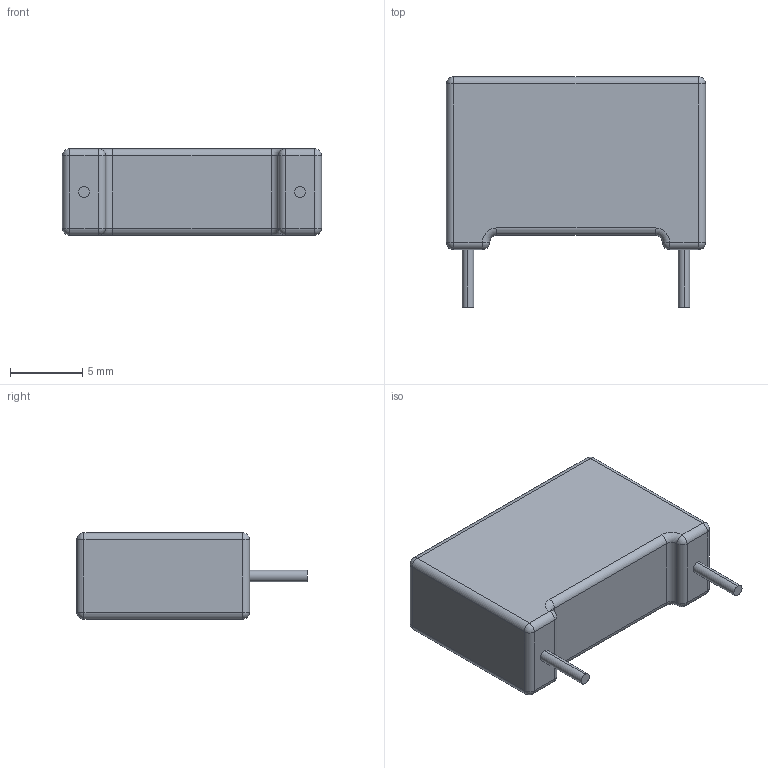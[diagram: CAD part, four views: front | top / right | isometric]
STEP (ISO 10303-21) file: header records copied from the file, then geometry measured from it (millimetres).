
FILE_DESCRIPTION (( 'STEP AP214' ), '1' );
FILE_NAME ('R73QI21004030J.STEP', '2018-10-16T16:55:41', ( '' ), ( '' ), 'SwSTEP 2.0', 'SolidWorks 2018', '' );
FILE_SCHEMA (( 'AUTOMOTIVE_DESIGN' ));
Length unit declared in the file: millimetre
Products named in the file (1): R73QI21004030J
Bounding box: 18 x 16 x 6 mm (x, y, z)
Volume: 1220.3 mm3; surface area: 763.3 mm2
Topology: 1 solids, 1 shells, 50 faces, 110 edges, 52 vertices
Faces by surface type: cylinder 24, sphere 12, plane 10, torus 4
Entity records: 1292 total; most frequent: DIRECTION 256, CARTESIAN_POINT 201, ORIENTED_EDGE 196, AXIS2_PLACEMENT_3D 107, EDGE_CURVE 98, CIRCLE 56, EDGE_LOOP 52, VERTEX_POINT 52
